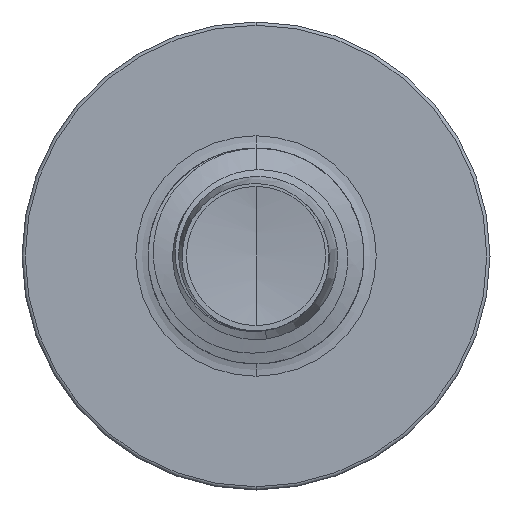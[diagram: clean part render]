
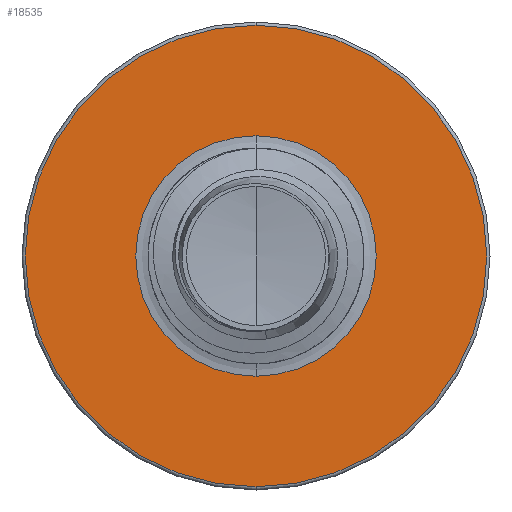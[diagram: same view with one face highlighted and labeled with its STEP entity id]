
A CAD part, front view. The second image highlights one B-rep face of the part: STEP entity #18535.
In plain terms, the highlighted planar face has unit normal (0, -1, 0).
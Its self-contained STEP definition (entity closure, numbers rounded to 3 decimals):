
#794 = DIRECTION ( 'NONE',  ( 0., 1., 0. ) ) ;
#1190 = VERTEX_POINT ( 'NONE', #8687 ) ;
#1713 = EDGE_CURVE ( 'NONE', #6707, #1190, #3699, .T. ) ;
#2660 = EDGE_LOOP ( 'NONE', ( #19375, #17743 ) ) ;
#2901 = CARTESIAN_POINT ( 'NONE',  ( 0., 6., 0. ) ) ;
#3131 = CARTESIAN_POINT ( 'NONE',  ( 0., 6., 0. ) ) ;
#3699 = CIRCLE ( 'NONE', #12951, 3.205 ) ;
#4846 = DIRECTION ( 'NONE',  ( 0., 0., 1. ) ) ;
#4953 = EDGE_CURVE ( 'NONE', #1190, #6707, #11892, .T. ) ;
#5069 = DIRECTION ( 'NONE',  ( 0., 0., 1. ) ) ;
#5502 = DIRECTION ( 'NONE',  ( 0., 0., 1. ) ) ;
#5533 = DIRECTION ( 'NONE',  ( 0., 1., 0. ) ) ;
#5538 = CARTESIAN_POINT ( 'NONE',  ( 0., 6., 0. ) ) ;
#6414 = DIRECTION ( 'NONE',  ( 0., 0., 1. ) ) ;
#6567 = FACE_OUTER_BOUND ( 'NONE', #8811, .T. ) ;
#6707 = VERTEX_POINT ( 'NONE', #10343 ) ;
#6752 = EDGE_CURVE ( 'NONE', #10565, #13849, #22254, .T. ) ;
#7248 = CIRCLE ( 'NONE', #10106, 1.67 ) ;
#7385 = CARTESIAN_POINT ( 'NONE',  ( 0., 6., 1.67 ) ) ;
#8687 = CARTESIAN_POINT ( 'NONE',  ( 0., 6., -3.205 ) ) ;
#8712 = EDGE_CURVE ( 'NONE', #13849, #10565, #7248, .T. ) ;
#8811 = EDGE_LOOP ( 'NONE', ( #17724, #19393 ) ) ;
#10106 = AXIS2_PLACEMENT_3D ( 'NONE', #3131, #15699, #5069 ) ;
#10343 = CARTESIAN_POINT ( 'NONE',  ( 0., 6., 3.205 ) ) ;
#10358 = CARTESIAN_POINT ( 'NONE',  ( 0., 6., -1.67 ) ) ;
#10565 = VERTEX_POINT ( 'NONE', #14090 ) ;
#10899 = FACE_BOUND ( 'NONE', #2660, .T. ) ;
#11892 = CIRCLE ( 'NONE', #17705, 3.205 ) ;
#12951 = AXIS2_PLACEMENT_3D ( 'NONE', #5538, #5533, #5502 ) ;
#13849 = VERTEX_POINT ( 'NONE', #7385 ) ;
#13902 = DIRECTION ( 'NONE',  ( 0., 0., 1. ) ) ;
#14090 = CARTESIAN_POINT ( 'NONE',  ( 0., 6., -1.67 ) ) ;
#15305 = AXIS2_PLACEMENT_3D ( 'NONE', #10358, #794, #13902 ) ;
#15522 = DIRECTION ( 'NONE',  ( 0., 1., 0. ) ) ;
#15699 = DIRECTION ( 'NONE',  ( 0., 1., 0. ) ) ;
#17705 = AXIS2_PLACEMENT_3D ( 'NONE', #21354, #21349, #6414 ) ;
#17724 = ORIENTED_EDGE ( 'NONE', *, *, #1713, .F. ) ;
#17743 = ORIENTED_EDGE ( 'NONE', *, *, #6752, .T. ) ;
#17972 = AXIS2_PLACEMENT_3D ( 'NONE', #2901, #15522, #4846 ) ;
#18535 = ADVANCED_FACE ( 'NONE', ( #6567, #10899 ), #21595, .F. ) ;
#19375 = ORIENTED_EDGE ( 'NONE', *, *, #8712, .T. ) ;
#19393 = ORIENTED_EDGE ( 'NONE', *, *, #4953, .F. ) ;
#21349 = DIRECTION ( 'NONE',  ( 0., 1., 0. ) ) ;
#21354 = CARTESIAN_POINT ( 'NONE',  ( 0., 6., 0. ) ) ;
#21595 = PLANE ( 'NONE',  #15305 ) ;
#22254 = CIRCLE ( 'NONE', #17972, 1.67 ) ;
